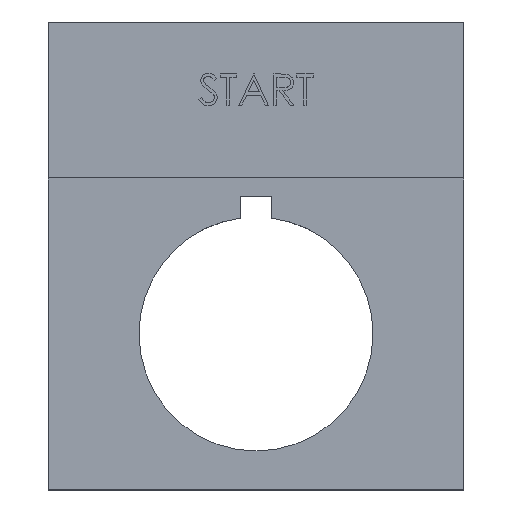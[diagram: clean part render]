
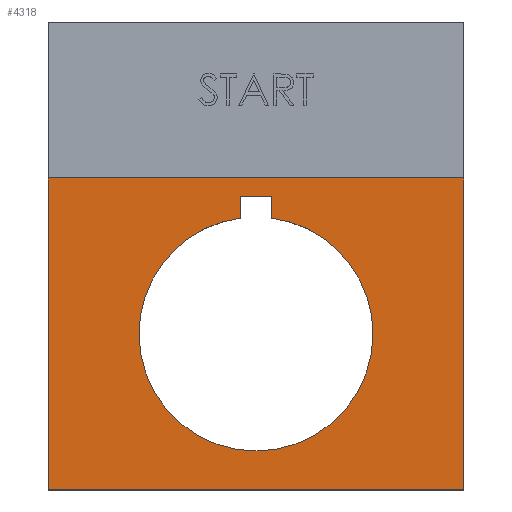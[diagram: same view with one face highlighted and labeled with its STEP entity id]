
A CAD part, top view. The second image highlights one B-rep face of the part: STEP entity #4318.
In plain terms, the highlighted planar face has unit normal (0, 0, 1).
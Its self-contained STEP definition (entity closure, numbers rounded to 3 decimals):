
#20 = CARTESIAN_POINT ( 'NONE',  ( -1.5, 13.25, 0.5 ) ) ;
#36 = VERTEX_POINT ( 'NONE', #1754 ) ;
#61 = ORIENTED_EDGE ( 'NONE', *, *, #1658, .F. ) ;
#74 = EDGE_CURVE ( 'NONE', #998, #4120, #2839, .T. ) ;
#90 = CARTESIAN_POINT ( 'NONE',  ( -1.5, 13.25, 0.5 ) ) ;
#101 = VECTOR ( 'NONE', #1992, 1000. ) ;
#303 = CARTESIAN_POINT ( 'NONE',  ( -20., -15., 0.5 ) ) ;
#450 = DIRECTION ( 'NONE',  ( 0., -1., 0. ) ) ;
#519 = VERTEX_POINT ( 'NONE', #90 ) ;
#541 = ORIENTED_EDGE ( 'NONE', *, *, #4031, .F. ) ;
#645 = DIRECTION ( 'NONE',  ( -1., 0., 0. ) ) ;
#752 = VECTOR ( 'NONE', #450, 1000. ) ;
#767 = FACE_BOUND ( 'NONE', #3867, .T. ) ;
#816 = EDGE_CURVE ( 'NONE', #1501, #2879, #3304, .T. ) ;
#879 = EDGE_CURVE ( 'NONE', #36, #998, #1956, .T. ) ;
#990 = ORIENTED_EDGE ( 'NONE', *, *, #816, .T. ) ;
#998 = VERTEX_POINT ( 'NONE', #3643 ) ;
#1060 = ORIENTED_EDGE ( 'NONE', *, *, #3338, .F. ) ;
#1151 = CARTESIAN_POINT ( 'NONE',  ( 0., 0., 0.5 ) ) ;
#1185 = DIRECTION ( 'NONE',  ( 0., 1., 0. ) ) ;
#1267 = DIRECTION ( 'NONE',  ( 0., -1., 0. ) ) ;
#1364 = ORIENTED_EDGE ( 'NONE', *, *, #74, .F. ) ;
#1367 = CARTESIAN_POINT ( 'NONE',  ( -20., 15., 0.5 ) ) ;
#1501 = VERTEX_POINT ( 'NONE', #3931 ) ;
#1564 = CARTESIAN_POINT ( 'NONE',  ( 1.5, 9.25, 0.5 ) ) ;
#1658 = EDGE_CURVE ( 'NONE', #519, #3681, #3282, .T. ) ;
#1669 = VERTEX_POINT ( 'NONE', #4057 ) ;
#1754 = CARTESIAN_POINT ( 'NONE',  ( -11.25, 0., 0.5 ) ) ;
#1825 = AXIS2_PLACEMENT_3D ( 'NONE', #3113, #3887, #3899 ) ;
#1916 = ORIENTED_EDGE ( 'NONE', *, *, #4396, .F. ) ;
#1924 = AXIS2_PLACEMENT_3D ( 'NONE', #1151, #3952, #3908 ) ;
#1956 = CIRCLE ( 'NONE', #3240, 11.25 ) ;
#1992 = DIRECTION ( 'NONE',  ( 0., -1., 0. ) ) ;
#2017 = CARTESIAN_POINT ( 'NONE',  ( -1.5, 9.25, 0.5 ) ) ;
#2038 = AXIS2_PLACEMENT_3D ( 'NONE', #4387, #4060, #645 ) ;
#2361 = PLANE ( 'NONE',  #2038 ) ;
#2407 = ORIENTED_EDGE ( 'NONE', *, *, #879, .F. ) ;
#2448 = VERTEX_POINT ( 'NONE', #4451 ) ;
#2483 = VECTOR ( 'NONE', #2675, 1000. ) ;
#2549 = ORIENTED_EDGE ( 'NONE', *, *, #3363, .F. ) ;
#2570 = VECTOR ( 'NONE', #1267, 1000. ) ;
#2675 = DIRECTION ( 'NONE',  ( 1., 0., 0. ) ) ;
#2683 = DIRECTION ( 'NONE',  ( 1., 0., 0. ) ) ;
#2716 = EDGE_LOOP ( 'NONE', ( #541, #3271, #990, #4379 ) ) ;
#2721 = CARTESIAN_POINT ( 'NONE',  ( -1.5, 11.15, 0.5 ) ) ;
#2722 = LINE ( 'NONE', #1367, #3971 ) ;
#2758 = VECTOR ( 'NONE', #2773, 1000. ) ;
#2773 = DIRECTION ( 'NONE',  ( -1., 0., 0. ) ) ;
#2813 = FACE_OUTER_BOUND ( 'NONE', #2716, .T. ) ;
#2839 = CIRCLE ( 'NONE', #1825, 11.25 ) ;
#2851 = CARTESIAN_POINT ( 'NONE',  ( -20., 30., 0.5 ) ) ;
#2879 = VERTEX_POINT ( 'NONE', #3690 ) ;
#2949 = EDGE_CURVE ( 'NONE', #1501, #1669, #2722, .T. ) ;
#2964 = CARTESIAN_POINT ( 'NONE',  ( 20., 30., 0.5 ) ) ;
#3113 = CARTESIAN_POINT ( 'NONE',  ( 0., 0., 0.5 ) ) ;
#3121 = CARTESIAN_POINT ( 'NONE',  ( 1.5, 13.25, 0.5 ) ) ;
#3137 = LINE ( 'NONE', #303, #2483 ) ;
#3240 = AXIS2_PLACEMENT_3D ( 'NONE', #4310, #4006, #4019 ) ;
#3271 = ORIENTED_EDGE ( 'NONE', *, *, #2949, .F. ) ;
#3282 = LINE ( 'NONE', #2017, #101 ) ;
#3304 = LINE ( 'NONE', #2851, #752 ) ;
#3338 = EDGE_CURVE ( 'NONE', #3681, #36, #4333, .T. ) ;
#3363 = EDGE_CURVE ( 'NONE', #4120, #3808, #4013, .T. ) ;
#3643 = CARTESIAN_POINT ( 'NONE',  ( 11.25, 0., 0.5 ) ) ;
#3681 = VERTEX_POINT ( 'NONE', #2721 ) ;
#3690 = CARTESIAN_POINT ( 'NONE',  ( -20., -15., 0.5 ) ) ;
#3783 = LINE ( 'NONE', #20, #2758 ) ;
#3785 = VECTOR ( 'NONE', #1185, 1000. ) ;
#3808 = VERTEX_POINT ( 'NONE', #3121 ) ;
#3867 = EDGE_LOOP ( 'NONE', ( #1916, #2549, #1364, #2407, #1060, #61 ) ) ;
#3887 = DIRECTION ( 'NONE',  ( 0., 0., 1. ) ) ;
#3899 = DIRECTION ( 'NONE',  ( 1., 0., 0. ) ) ;
#3908 = DIRECTION ( 'NONE',  ( 1., 0., 0. ) ) ;
#3931 = CARTESIAN_POINT ( 'NONE',  ( -20., 15., 0.5 ) ) ;
#3952 = DIRECTION ( 'NONE',  ( 0., 0., 1. ) ) ;
#3971 = VECTOR ( 'NONE', #2683, 1000. ) ;
#3983 = LINE ( 'NONE', #2964, #2570 ) ;
#4006 = DIRECTION ( 'NONE',  ( 0., 0., 1. ) ) ;
#4013 = LINE ( 'NONE', #1564, #3785 ) ;
#4019 = DIRECTION ( 'NONE',  ( 1., 0., 0. ) ) ;
#4031 = EDGE_CURVE ( 'NONE', #1669, #2448, #3983, .T. ) ;
#4057 = CARTESIAN_POINT ( 'NONE',  ( 20., 15., 0.5 ) ) ;
#4060 = DIRECTION ( 'NONE',  ( 0., 0., -1. ) ) ;
#4120 = VERTEX_POINT ( 'NONE', #4372 ) ;
#4308 = EDGE_CURVE ( 'NONE', #2879, #2448, #3137, .T. ) ;
#4310 = CARTESIAN_POINT ( 'NONE',  ( 0., 0., 0.5 ) ) ;
#4318 = ADVANCED_FACE ( 'NONE', ( #767, #2813 ), #2361, .F. ) ;
#4333 = CIRCLE ( 'NONE', #1924, 11.25 ) ;
#4372 = CARTESIAN_POINT ( 'NONE',  ( 1.5, 11.15, 0.5 ) ) ;
#4379 = ORIENTED_EDGE ( 'NONE', *, *, #4308, .T. ) ;
#4387 = CARTESIAN_POINT ( 'NONE',  ( 0., 0., 0.5 ) ) ;
#4396 = EDGE_CURVE ( 'NONE', #3808, #519, #3783, .T. ) ;
#4451 = CARTESIAN_POINT ( 'NONE',  ( 20., -15., 0.5 ) ) ;
